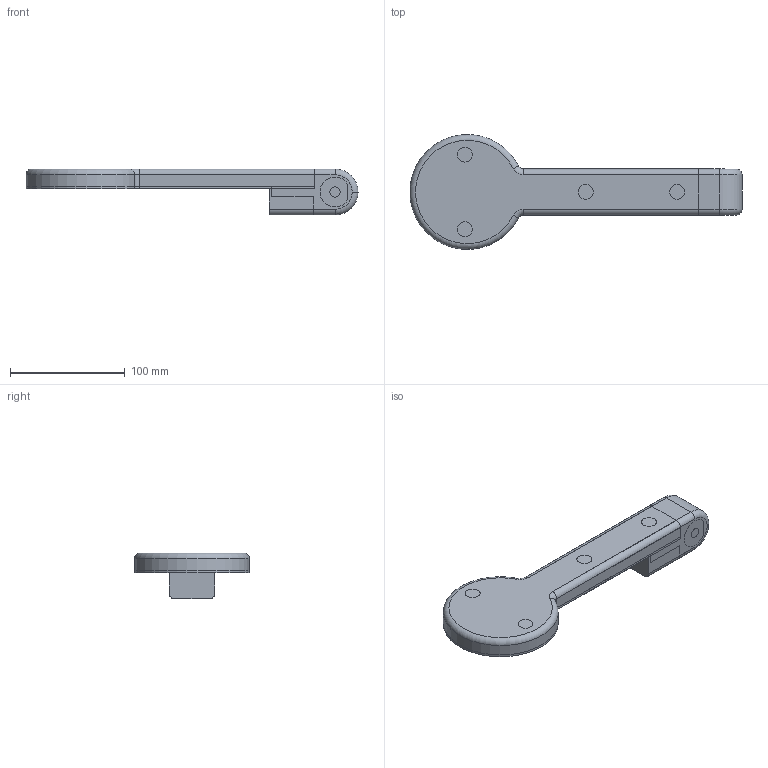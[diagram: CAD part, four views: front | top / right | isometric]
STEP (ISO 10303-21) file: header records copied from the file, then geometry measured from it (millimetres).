
FILE_DESCRIPTION(/* description */ (''),/* implementation_level */ '2;1');
FILE_NAME(/* name */ 'РС 07.04.010 Кронштейны.stp',/* time_stamp */ '2020-04-14T11:47:25+03:00',/* author */ (''),/* organization */ (''),/* preprocessor_version */ 'ST-DEVELOPER v16.7',/* originating_system */ 'SIEMENS PLM Software NX 1876',/* authorisation */ '');
FILE_SCHEMA (('AUTOMOTIVE_DESIGN { 1 0 10303 214 3 1 1 1 }'));
Length unit declared in the file: millimetre
Products named in the file (1): 07.04.010 Кронштейны
Bounding box: 288.81 x 99.79 x 40 mm (x, y, z)
Volume: 747064.4 mm3; surface area: 288916 mm2
Topology: 5 solids, 5 shells, 1257 faces, 3014 edges, 1565 vertices
Faces by surface type: cylinder 597, plane 286, sphere 254, torus 111, cone 9
Full cylindrical faces by diameter (mm): 5 x4, 7 x8, 9 x1, 13 x8
Entity records: 34035 total; most frequent: DIRECTION 6670, CARTESIAN_POINT 5706, ORIENTED_EDGE 5424, EDGE_CURVE 2712, AXIS2_PLACEMENT_3D 2712, VERTEX_POINT 1550, CIRCLE 1454, EDGE_LOOP 1358
